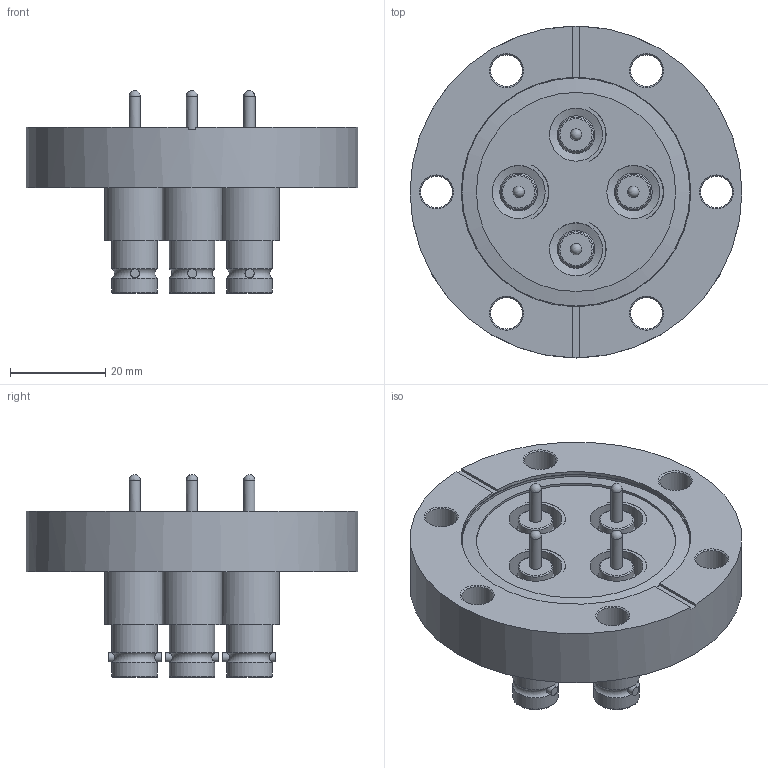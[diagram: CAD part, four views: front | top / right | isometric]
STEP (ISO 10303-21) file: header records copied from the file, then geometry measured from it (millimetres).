
FILE_DESCRIPTION (( 'STEP AP214' ), '1' );
FILE_NAME ('SHV4S-CF40 Fullvac.STEP', '2023-12-18T14:53:42', ( '' ), ( '' ), 'SwSTEP 2.0', 'SolidWorks 2017', '' );
FILE_SCHEMA (( 'AUTOMOTIVE_DESIGN' ));
Length unit declared in the file: millimetre
Products named in the file (1): SHV4S-CF40 Fullvac
Bounding box: 69.85 x 69.85 x 42.66 mm (x, y, z)
Volume: 46690.2 mm3; surface area: 27790.1 mm2
Topology: 1 solids, 1 shells, 286 faces, 644 edges, 413 vertices
Faces by surface type: cylinder 122, plane 99, cone 33, torus 28, sphere 4
Full cylindrical faces by diameter (mm): 1.905 x8, 2.388 x8, 2.667 x4, 4.699 x4, 5.969 x4, 6.426 x4, 6.655 x6, 6.706 x4, 6.96 x4, 7.036 x4, 7.112 x8, 7.29 x4, 7.366 x4, 7.757 x4, 7.899 x4, 7.925 x4, 8.306 x4, 9.601 x8, 11.151 x4, 12.573 x4, 12.7 x4, 41.91 x1, 48.016 x1, 48.311 x1, 69.85 x1
Entity records: 7113 total; most frequent: CARTESIAN_POINT 1558, DIRECTION 1250, ORIENTED_EDGE 804, AXIS2_PLACEMENT_3D 577, EDGE_LOOP 534, FACE_OUTER_BOUND 420, EDGE_CURVE 402, VERTEX_POINT 346
